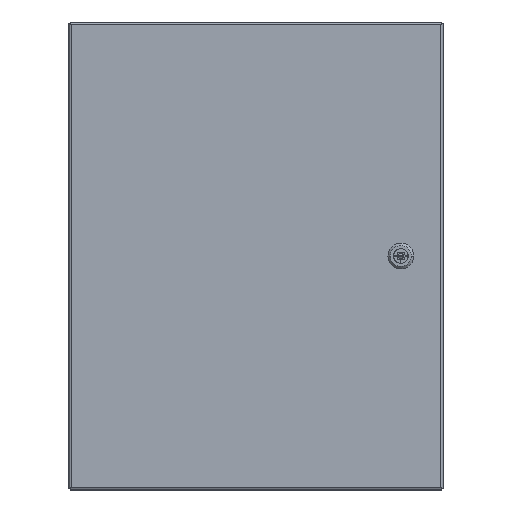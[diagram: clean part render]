
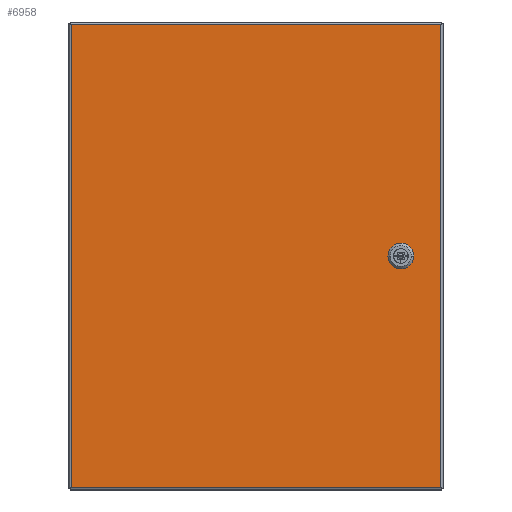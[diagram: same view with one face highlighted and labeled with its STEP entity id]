
A CAD part, front view. The second image highlights one B-rep face of the part: STEP entity #6958.
In plain terms, the highlighted planar face has unit normal (0, -1, 0).
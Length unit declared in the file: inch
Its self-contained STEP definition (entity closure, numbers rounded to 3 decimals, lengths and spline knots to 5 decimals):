
#105 = DIRECTION ( 'NONE',  ( 0., 0., 1. ) ) ;
#142 = VERTEX_POINT ( 'NONE', #6945 ) ;
#193 = ORIENTED_EDGE ( 'NONE', *, *, #21256, .T. ) ;
#252 = PLANE ( 'NONE',  #14576 ) ;
#500 = CARTESIAN_POINT ( 'NONE',  ( -7.896, -8.822, -9.899 ) ) ;
#515 = VECTOR ( 'NONE', #9201, 39.37008 ) ;
#567 = CARTESIAN_POINT ( 'NONE',  ( -7.896, -8.822, 9.898 ) ) ;
#600 = VECTOR ( 'NONE', #105, 39.37008 ) ;
#898 = CARTESIAN_POINT ( 'NONE',  ( 5.7955, -8.822, 0.2305 ) ) ;
#936 = ORIENTED_EDGE ( 'NONE', *, *, #16947, .T. ) ;
#1138 = VERTEX_POINT ( 'NONE', #12833 ) ;
#1460 = LINE ( 'NONE', #11621, #18861 ) ;
#1472 = ORIENTED_EDGE ( 'NONE', *, *, #5426, .T. ) ;
#1662 = FACE_BOUND ( 'NONE', #6949, .T. ) ;
#2320 = CARTESIAN_POINT ( 'NONE',  ( 6.5865, -8.822, 0.2305 ) ) ;
#2453 = VECTOR ( 'NONE', #7212, 39.37008 ) ;
#2688 = DIRECTION ( 'NONE',  ( 0., 0., -1. ) ) ;
#2773 = LINE ( 'NONE', #9367, #14115 ) ;
#3117 = CARTESIAN_POINT ( 'NONE',  ( -7.896, -8.822, 9.898 ) ) ;
#3490 = FACE_OUTER_BOUND ( 'NONE', #18655, .T. ) ;
#3698 = EDGE_CURVE ( 'NONE', #142, #1138, #12414, .T. ) ;
#3915 = EDGE_CURVE ( 'NONE', #11775, #17484, #7767, .T. ) ;
#4060 = VERTEX_POINT ( 'NONE', #3117 ) ;
#4508 = EDGE_CURVE ( 'NONE', #8872, #18685, #16049, .T. ) ;
#4568 = VERTEX_POINT ( 'NONE', #16161 ) ;
#4693 = CARTESIAN_POINT ( 'NONE',  ( 5.96, -8.822, 0.395 ) ) ;
#5088 = LINE ( 'NONE', #11677, #15760 ) ;
#5216 = DIRECTION ( 'NONE',  ( 0., 0., -1. ) ) ;
#5260 = ORIENTED_EDGE ( 'NONE', *, *, #4508, .T. ) ;
#5426 = EDGE_CURVE ( 'NONE', #18685, #11775, #18696, .T. ) ;
#5531 = VECTOR ( 'NONE', #17904, 39.37008 ) ;
#5698 = LINE ( 'NONE', #4693, #9067 ) ;
#5824 = CARTESIAN_POINT ( 'NONE',  ( 5.7955, -8.822, -0.2315 ) ) ;
#6091 = EDGE_CURVE ( 'NONE', #4568, #4060, #6839, .T. ) ;
#6320 = CARTESIAN_POINT ( 'NONE',  ( -7.896, -8.822, -9.899 ) ) ;
#6577 = EDGE_CURVE ( 'NONE', #20508, #142, #2773, .T. ) ;
#6839 = LINE ( 'NONE', #567, #9639 ) ;
#6877 = LINE ( 'NONE', #500, #9100 ) ;
#6945 = CARTESIAN_POINT ( 'NONE',  ( 5.96, -8.822, -0.396 ) ) ;
#6949 = EDGE_LOOP ( 'NONE', ( #10725, #17568, #5260, #1472, #10911, #193, #15444, #12027 ) ) ;
#6958 = ADVANCED_FACE ( 'NONE', ( #3490, #1662 ), #252, .T. ) ;
#7212 = DIRECTION ( 'NONE',  ( 0.707, 0., -0.707 ) ) ;
#7426 = CARTESIAN_POINT ( 'NONE',  ( 6.422, -8.822, 0.395 ) ) ;
#7767 = LINE ( 'NONE', #19575, #8287 ) ;
#7898 = EDGE_CURVE ( 'NONE', #18044, #8872, #5698, .T. ) ;
#7903 = LINE ( 'NONE', #20786, #515 ) ;
#8146 = CARTESIAN_POINT ( 'NONE',  ( -7.896, -8.822, -9.899 ) ) ;
#8254 = DIRECTION ( 'NONE',  ( 0., -1., 0. ) ) ;
#8287 = VECTOR ( 'NONE', #2688, 39.37008 ) ;
#8872 = VERTEX_POINT ( 'NONE', #20802 ) ;
#9067 = VECTOR ( 'NONE', #17515, 39.37008 ) ;
#9100 = VECTOR ( 'NONE', #20093, 39.37008 ) ;
#9201 = DIRECTION ( 'NONE',  ( 0., 0., 1. ) ) ;
#9265 = EDGE_CURVE ( 'NONE', #9444, #20109, #6877, .T. ) ;
#9367 = CARTESIAN_POINT ( 'NONE',  ( 5.96, -8.822, -0.396 ) ) ;
#9444 = VERTEX_POINT ( 'NONE', #6320 ) ;
#9639 = VECTOR ( 'NONE', #17118, 39.37008 ) ;
#9759 = CARTESIAN_POINT ( 'NONE',  ( 6.422, -8.822, 0.395 ) ) ;
#10269 = EDGE_CURVE ( 'NONE', #1138, #18044, #7903, .T. ) ;
#10684 = DIRECTION ( 'NONE',  ( -0.707, 0., 0.707 ) ) ;
#10725 = ORIENTED_EDGE ( 'NONE', *, *, #10269, .T. ) ;
#10911 = ORIENTED_EDGE ( 'NONE', *, *, #3915, .T. ) ;
#11392 = EDGE_CURVE ( 'NONE', #4060, #9444, #5088, .T. ) ;
#11621 = CARTESIAN_POINT ( 'NONE',  ( 6.5865, -8.822, -0.2315 ) ) ;
#11677 = CARTESIAN_POINT ( 'NONE',  ( -7.896, -8.822, -9.899 ) ) ;
#11775 = VERTEX_POINT ( 'NONE', #2320 ) ;
#12027 = ORIENTED_EDGE ( 'NONE', *, *, #3698, .T. ) ;
#12414 = LINE ( 'NONE', #5824, #13453 ) ;
#12833 = CARTESIAN_POINT ( 'NONE',  ( 5.7955, -8.822, -0.2315 ) ) ;
#13453 = VECTOR ( 'NONE', #10684, 39.37008 ) ;
#14115 = VECTOR ( 'NONE', #15974, 39.37008 ) ;
#14325 = CARTESIAN_POINT ( 'NONE',  ( 6.422, -8.822, 0.395 ) ) ;
#14576 = AXIS2_PLACEMENT_3D ( 'NONE', #8146, #8254, #5216 ) ;
#15444 = ORIENTED_EDGE ( 'NONE', *, *, #6577, .T. ) ;
#15760 = VECTOR ( 'NONE', #16666, 39.37008 ) ;
#15974 = DIRECTION ( 'NONE',  ( -1., 0., 0. ) ) ;
#16049 = LINE ( 'NONE', #9759, #5531 ) ;
#16161 = CARTESIAN_POINT ( 'NONE',  ( 7.901, -8.822, 9.898 ) ) ;
#16393 = DIRECTION ( 'NONE',  ( -0.707, 0., -0.707 ) ) ;
#16446 = CARTESIAN_POINT ( 'NONE',  ( 7.901, -8.822, -9.899 ) ) ;
#16477 = CARTESIAN_POINT ( 'NONE',  ( 7.901, -8.822, -9.899 ) ) ;
#16666 = DIRECTION ( 'NONE',  ( 0., 0., -1. ) ) ;
#16738 = CARTESIAN_POINT ( 'NONE',  ( 6.5865, -8.822, -0.2315 ) ) ;
#16947 = EDGE_CURVE ( 'NONE', #20109, #4568, #19382, .T. ) ;
#17118 = DIRECTION ( 'NONE',  ( -1., 0., 0. ) ) ;
#17484 = VERTEX_POINT ( 'NONE', #16738 ) ;
#17515 = DIRECTION ( 'NONE',  ( 0.707, 0., 0.707 ) ) ;
#17568 = ORIENTED_EDGE ( 'NONE', *, *, #7898, .T. ) ;
#17904 = DIRECTION ( 'NONE',  ( 1., 0., 0. ) ) ;
#18039 = ORIENTED_EDGE ( 'NONE', *, *, #6091, .T. ) ;
#18044 = VERTEX_POINT ( 'NONE', #898 ) ;
#18655 = EDGE_LOOP ( 'NONE', ( #936, #18039, #19265, #21288 ) ) ;
#18685 = VERTEX_POINT ( 'NONE', #14325 ) ;
#18696 = LINE ( 'NONE', #7426, #2453 ) ;
#18861 = VECTOR ( 'NONE', #16393, 39.37008 ) ;
#19265 = ORIENTED_EDGE ( 'NONE', *, *, #11392, .T. ) ;
#19382 = LINE ( 'NONE', #16446, #600 ) ;
#19575 = CARTESIAN_POINT ( 'NONE',  ( 6.5865, -8.822, -0.2315 ) ) ;
#20093 = DIRECTION ( 'NONE',  ( 1., 0., 0. ) ) ;
#20109 = VERTEX_POINT ( 'NONE', #16477 ) ;
#20508 = VERTEX_POINT ( 'NONE', #20657 ) ;
#20657 = CARTESIAN_POINT ( 'NONE',  ( 6.422, -8.822, -0.396 ) ) ;
#20786 = CARTESIAN_POINT ( 'NONE',  ( 5.7955, -8.822, 0.2305 ) ) ;
#20802 = CARTESIAN_POINT ( 'NONE',  ( 5.96, -8.822, 0.395 ) ) ;
#21256 = EDGE_CURVE ( 'NONE', #17484, #20508, #1460, .T. ) ;
#21288 = ORIENTED_EDGE ( 'NONE', *, *, #9265, .T. ) ;
